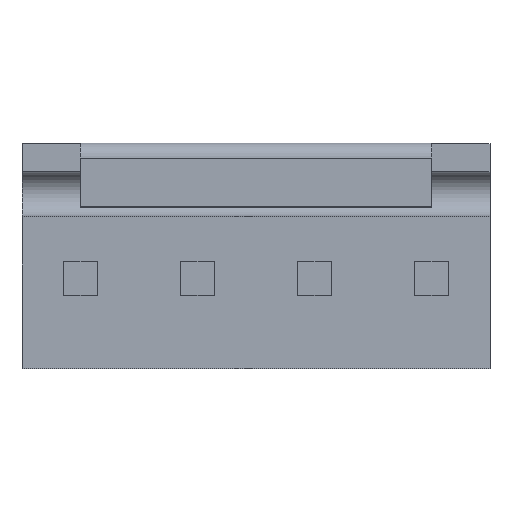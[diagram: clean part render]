
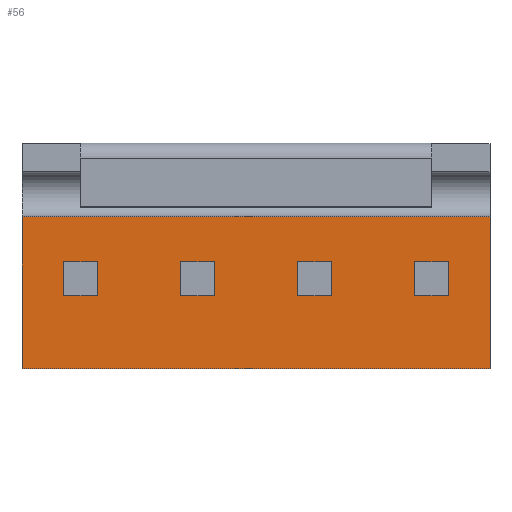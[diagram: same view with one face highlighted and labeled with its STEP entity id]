
A CAD part, top view. The second image highlights one B-rep face of the part: STEP entity #56.
In plain terms, the highlighted planar face has unit normal (0, 0, 1).
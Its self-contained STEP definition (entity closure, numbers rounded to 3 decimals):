
#56=ADVANCED_FACE('',(#132,#133,#134,#135,#136),#137,.T.);
#132=FACE_OUTER_BOUND('',#262,.T.);
#133=FACE_BOUND('',#263,.T.);
#134=FACE_BOUND('',#264,.T.);
#135=FACE_BOUND('',#265,.T.);
#136=FACE_BOUND('',#266,.T.);
#137=PLANE('',#267);
#262=EDGE_LOOP('',(#466,#467,#468,#469));
#263=EDGE_LOOP('',(#470,#471,#472,#473));
#264=EDGE_LOOP('',(#474,#475,#476,#477));
#265=EDGE_LOOP('',(#478,#479,#480,#481));
#266=EDGE_LOOP('',(#482,#483,#484,#485));
#267=AXIS2_PLACEMENT_3D('',#486,#487,#488);
#466=ORIENTED_EDGE('',*,*,#908,.T.);
#467=ORIENTED_EDGE('',*,*,#909,.F.);
#468=ORIENTED_EDGE('',*,*,#910,.F.);
#469=ORIENTED_EDGE('',*,*,#864,.T.);
#470=ORIENTED_EDGE('',*,*,#911,.T.);
#471=ORIENTED_EDGE('',*,*,#912,.T.);
#472=ORIENTED_EDGE('',*,*,#913,.F.);
#473=ORIENTED_EDGE('',*,*,#914,.F.);
#474=ORIENTED_EDGE('',*,*,#915,.T.);
#475=ORIENTED_EDGE('',*,*,#916,.T.);
#476=ORIENTED_EDGE('',*,*,#917,.F.);
#477=ORIENTED_EDGE('',*,*,#918,.F.);
#478=ORIENTED_EDGE('',*,*,#919,.T.);
#479=ORIENTED_EDGE('',*,*,#920,.F.);
#480=ORIENTED_EDGE('',*,*,#921,.F.);
#481=ORIENTED_EDGE('',*,*,#922,.T.);
#482=ORIENTED_EDGE('',*,*,#923,.T.);
#483=ORIENTED_EDGE('',*,*,#924,.F.);
#484=ORIENTED_EDGE('',*,*,#925,.F.);
#485=ORIENTED_EDGE('',*,*,#926,.T.);
#486=CARTESIAN_POINT('',(-7.925,2.108,0.0));
#487=DIRECTION('',(0.0,0.0,1.0));
#488=DIRECTION('',(1.0,-0.0,0.0));
#864=EDGE_CURVE('',#1025,#1023,#1026,.T.);
#908=EDGE_CURVE('',#1023,#1102,#1104,.T.);
#909=EDGE_CURVE('',#1105,#1102,#1106,.T.);
#910=EDGE_CURVE('',#1025,#1105,#1107,.T.);
#911=EDGE_CURVE('',#1108,#1109,#1110,.T.);
#912=EDGE_CURVE('',#1109,#1111,#1112,.T.);
#913=EDGE_CURVE('',#1113,#1111,#1114,.T.);
#914=EDGE_CURVE('',#1108,#1113,#1115,.T.);
#915=EDGE_CURVE('',#1116,#1117,#1118,.T.);
#916=EDGE_CURVE('',#1117,#1119,#1120,.T.);
#917=EDGE_CURVE('',#1121,#1119,#1122,.T.);
#918=EDGE_CURVE('',#1116,#1121,#1123,.T.);
#919=EDGE_CURVE('',#1124,#1125,#1126,.T.);
#920=EDGE_CURVE('',#1127,#1125,#1128,.T.);
#921=EDGE_CURVE('',#1129,#1127,#1130,.T.);
#922=EDGE_CURVE('',#1129,#1124,#1131,.T.);
#923=EDGE_CURVE('',#1132,#1133,#1134,.T.);
#924=EDGE_CURVE('',#1135,#1133,#1136,.T.);
#925=EDGE_CURVE('',#1137,#1135,#1138,.T.);
#926=EDGE_CURVE('',#1137,#1132,#1139,.T.);
#1023=VERTEX_POINT('',#1284);
#1025=VERTEX_POINT('',#1287);
#1026=LINE('',#1288,#1289);
#1102=VERTEX_POINT('',#1406);
#1104=LINE('',#1409,#1410);
#1105=VERTEX_POINT('',#1411);
#1106=LINE('',#1412,#1413);
#1107=LINE('',#1414,#1415);
#1108=VERTEX_POINT('',#1416);
#1109=VERTEX_POINT('',#1417);
#1110=LINE('',#1418,#1419);
#1111=VERTEX_POINT('',#1420);
#1112=LINE('',#1421,#1422);
#1113=VERTEX_POINT('',#1423);
#1114=LINE('',#1424,#1425);
#1115=LINE('',#1426,#1427);
#1116=VERTEX_POINT('',#1428);
#1117=VERTEX_POINT('',#1429);
#1118=LINE('',#1430,#1431);
#1119=VERTEX_POINT('',#1432);
#1120=LINE('',#1433,#1434);
#1121=VERTEX_POINT('',#1435);
#1122=LINE('',#1436,#1437);
#1123=LINE('',#1438,#1439);
#1124=VERTEX_POINT('',#1440);
#1125=VERTEX_POINT('',#1441);
#1126=LINE('',#1442,#1443);
#1127=VERTEX_POINT('',#1444);
#1128=LINE('',#1445,#1446);
#1129=VERTEX_POINT('',#1447);
#1130=LINE('',#1448,#1449);
#1131=LINE('',#1450,#1451);
#1132=VERTEX_POINT('',#1452);
#1133=VERTEX_POINT('',#1453);
#1134=LINE('',#1454,#1455);
#1135=VERTEX_POINT('',#1456);
#1136=LINE('',#1457,#1458);
#1137=VERTEX_POINT('',#1459);
#1138=LINE('',#1460,#1461);
#1139=LINE('',#1462,#1463);
#1284=CARTESIAN_POINT('',(-7.925,-3.035,0.0));
#1287=CARTESIAN_POINT('',(-7.925,2.108,0.0));
#1288=CARTESIAN_POINT('',(-7.925,2.108,0.0));
#1289=VECTOR('',#1676,5.144);
#1406=CARTESIAN_POINT('',(7.925,-3.035,0.0));
#1409=CARTESIAN_POINT('',(-7.925,-3.035,0.0));
#1410=VECTOR('',#1722,15.85);
#1411=CARTESIAN_POINT('',(7.925,2.108,0.0));
#1412=CARTESIAN_POINT('',(7.925,2.108,0.0));
#1413=VECTOR('',#1723,5.144);
#1414=CARTESIAN_POINT('',(-7.925,2.108,0.0));
#1415=VECTOR('',#1724,15.85);
#1416=CARTESIAN_POINT('',(5.372,0.572,0.0));
#1417=CARTESIAN_POINT('',(6.515,0.572,0.0));
#1418=CARTESIAN_POINT('',(5.372,0.572,0.0));
#1419=VECTOR('',#1725,1.143);
#1420=CARTESIAN_POINT('',(6.515,-0.572,0.0));
#1421=CARTESIAN_POINT('',(6.515,0.572,0.0));
#1422=VECTOR('',#1726,1.143);
#1423=CARTESIAN_POINT('',(5.372,-0.572,0.0));
#1424=CARTESIAN_POINT('',(5.372,-0.572,0.0));
#1425=VECTOR('',#1727,1.143);
#1426=CARTESIAN_POINT('',(5.372,0.572,0.0));
#1427=VECTOR('',#1728,1.143);
#1428=CARTESIAN_POINT('',(1.41,0.572,0.0));
#1429=CARTESIAN_POINT('',(2.553,0.572,0.0));
#1430=CARTESIAN_POINT('',(1.41,0.572,0.0));
#1431=VECTOR('',#1729,1.143);
#1432=CARTESIAN_POINT('',(2.553,-0.572,0.0));
#1433=CARTESIAN_POINT('',(2.553,0.572,0.0));
#1434=VECTOR('',#1730,1.143);
#1435=CARTESIAN_POINT('',(1.41,-0.572,0.0));
#1436=CARTESIAN_POINT('',(1.41,-0.572,0.0));
#1437=VECTOR('',#1731,1.143);
#1438=CARTESIAN_POINT('',(1.41,0.572,0.0));
#1439=VECTOR('',#1732,1.143);
#1440=CARTESIAN_POINT('',(-2.553,0.572,0.0));
#1441=CARTESIAN_POINT('',(-1.41,0.572,0.0));
#1442=CARTESIAN_POINT('',(-2.553,0.572,0.0));
#1443=VECTOR('',#1733,1.143);
#1444=CARTESIAN_POINT('',(-1.41,-0.572,0.0));
#1445=CARTESIAN_POINT('',(-1.41,-0.572,0.0));
#1446=VECTOR('',#1734,1.143);
#1447=CARTESIAN_POINT('',(-2.553,-0.572,0.0));
#1448=CARTESIAN_POINT('',(-2.553,-0.572,0.0));
#1449=VECTOR('',#1735,1.143);
#1450=CARTESIAN_POINT('',(-2.553,-0.572,0.0));
#1451=VECTOR('',#1736,1.143);
#1452=CARTESIAN_POINT('',(-6.515,0.572,0.0));
#1453=CARTESIAN_POINT('',(-5.372,0.572,0.0));
#1454=CARTESIAN_POINT('',(-6.515,0.572,0.0));
#1455=VECTOR('',#1737,1.143);
#1456=CARTESIAN_POINT('',(-5.372,-0.572,0.0));
#1457=CARTESIAN_POINT('',(-5.372,-0.572,0.0));
#1458=VECTOR('',#1738,1.143);
#1459=CARTESIAN_POINT('',(-6.515,-0.572,0.0));
#1460=CARTESIAN_POINT('',(-6.515,-0.572,0.0));
#1461=VECTOR('',#1739,1.143);
#1462=CARTESIAN_POINT('',(-6.515,-0.572,0.0));
#1463=VECTOR('',#1740,1.143);
#1676=DIRECTION('',(0.0,-1.0,0.0));
#1722=DIRECTION('',(1.0,0.0,0.0));
#1723=DIRECTION('',(0.0,-1.0,0.0));
#1724=DIRECTION('',(1.0,0.0,0.0));
#1725=DIRECTION('',(1.0,0.0,0.0));
#1726=DIRECTION('',(0.0,-1.0,0.0));
#1727=DIRECTION('',(1.0,0.0,0.0));
#1728=DIRECTION('',(0.0,-1.0,0.0));
#1729=DIRECTION('',(1.0,0.0,0.0));
#1730=DIRECTION('',(0.0,-1.0,0.0));
#1731=DIRECTION('',(1.0,0.0,0.0));
#1732=DIRECTION('',(0.0,-1.0,0.0));
#1733=DIRECTION('',(1.0,0.0,0.0));
#1734=DIRECTION('',(0.0,1.0,0.0));
#1735=DIRECTION('',(1.0,0.0,0.0));
#1736=DIRECTION('',(0.0,1.0,0.0));
#1737=DIRECTION('',(1.0,0.0,0.0));
#1738=DIRECTION('',(0.0,1.0,0.0));
#1739=DIRECTION('',(1.0,0.0,0.0));
#1740=DIRECTION('',(0.0,1.0,0.0));
